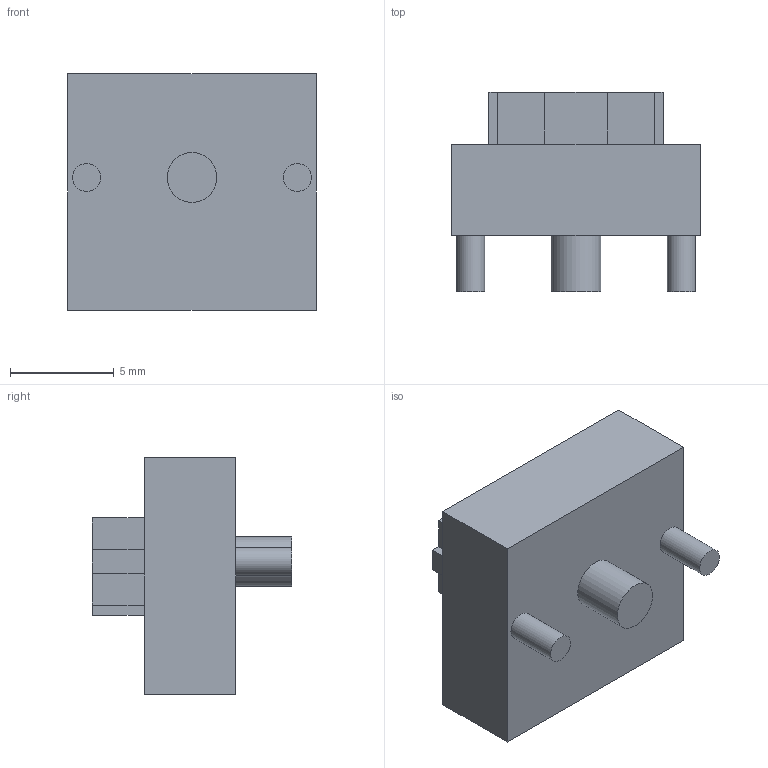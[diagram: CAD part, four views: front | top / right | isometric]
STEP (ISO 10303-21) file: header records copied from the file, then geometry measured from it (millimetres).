
FILE_DESCRIPTION(/* description */ (''),/* implementation_level */ '2;1');
FILE_NAME(/* name */ 'Cherry ML v12.step',/* time_stamp */ '2016-05-10T21:40:27-07:00',/* author */ (''),/* organization */ (''),/* preprocessor_version */ 'ST-DEVELOPER v16.5',/* originating_system */ 'Autodesk Translation Framework v5.0.0.3310',/* authorisation */ '');
FILE_SCHEMA (('AUTOMOTIVE_DESIGN { 1 0 10303 214 3 1 1 }'));
Length unit declared in the file: centimetre
Products named in the file (1): Cherry ML v12
Bounding box: 12 x 9.6 x 11.4 mm (x, y, z)
Volume: 690.3 mm3; surface area: 622.9 mm2
Topology: 1 solids, 1 shells, 43 faces, 105 edges, 70 vertices
Faces by surface type: plane 40, cylinder 3
Full cylindrical faces by diameter (mm): 1.35 x2, 2.4 x1
Entity records: 1254 total; most frequent: CARTESIAN_POINT 216, ORIENTED_EDGE 204, DIRECTION 196, EDGE_CURVE 102, LINE 96, VECTOR 96, VERTEX_POINT 70, EDGE_LOOP 52
